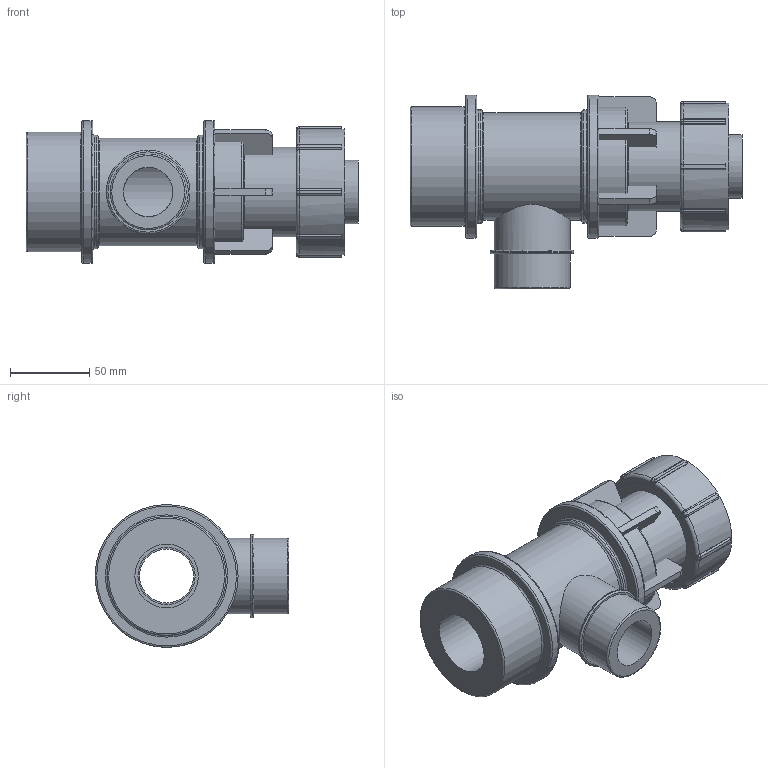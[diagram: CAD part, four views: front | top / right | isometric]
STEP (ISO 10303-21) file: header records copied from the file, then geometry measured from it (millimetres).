
FILE_DESCRIPTION(/* description */ ('PLASSON MODULAR TEE 50-1.1/2"-40'),/* implementation_level */ '2;1');
FILE_NAME(/* name */ '0787L605040015.ipt.stp',/* time_stamp */ '2018-04-09T13:01:49+03:00',/* author */ ('KIM'),/* organization */ (''),/* preprocessor_version */ 'ST-DEVELOPER v15.6',/* originating_system */ 'Autodesk Inventor 2015',/* authorisation */ '');
FILE_SCHEMA (('AUTOMOTIVE_DESIGN { 1 0 10303 214 3 1 1 }'));
Length unit declared in the file: millimetre
Products named in the file (1): 0787L605040015
Bounding box: 209 x 122 x 90 mm (x, y, z)
Volume: 615929 mm3; surface area: 122565.5 mm2
Topology: 8 solids, 8 shells, 212 faces, 483 edges, 302 vertices
Faces by surface type: plane 86, cylinder 69, bspline 32, torus 25
Full cylindrical faces by diameter (mm): 31.072 x2, 34 x1, 36 x2, 40 x2, 47.803 x2, 50.4 x1, 52.583 x1, 56.25 x1, 67.5 x1, 69.7 x1, 71.25 x2, 75 x2, 75.44 x1, 79.54 x1, 90 x2
Entity records: 6263 total; most frequent: CARTESIAN_POINT 1727, DIRECTION 948, ORIENTED_EDGE 872, EDGE_CURVE 436, AXIS2_PLACEMENT_3D 383, VERTEX_POINT 294, EDGE_LOOP 272, FACE_OUTER_BOUND 212
